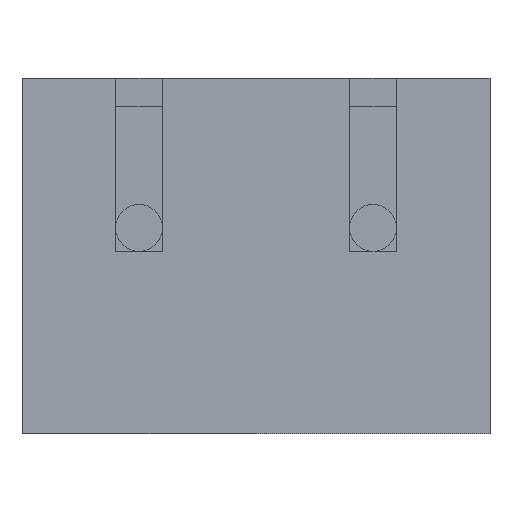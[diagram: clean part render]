
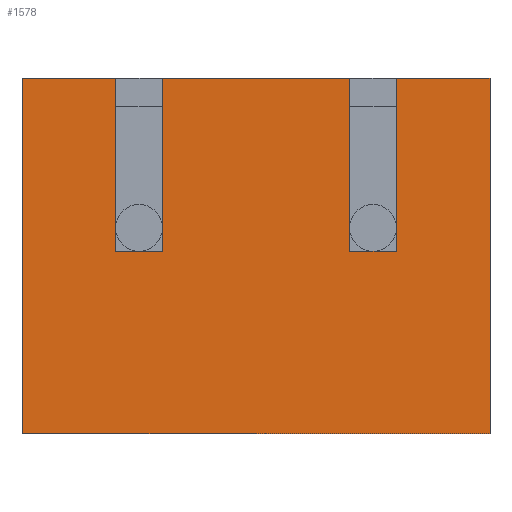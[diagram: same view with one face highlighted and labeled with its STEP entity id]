
A CAD part, front view. The second image highlights one B-rep face of the part: STEP entity #1578.
In plain terms, the highlighted planar face has unit normal (0, -1, 0).
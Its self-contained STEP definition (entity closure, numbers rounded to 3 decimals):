
#17 = ORIENTED_EDGE ( 'NONE', *, *, #1731, .T. ) ;
#28 = CARTESIAN_POINT ( 'NONE',  ( 5., 0., 0. ) ) ;
#39 = EDGE_CURVE ( 'NONE', #660, #1874, #525, .T. ) ;
#48 = VECTOR ( 'NONE', #178, 1000. ) ;
#102 = CARTESIAN_POINT ( 'NONE',  ( 7., 0., -3.7 ) ) ;
#103 = FACE_OUTER_BOUND ( 'NONE', #1225, .T. ) ;
#178 = DIRECTION ( 'NONE',  ( 1., 0., 0. ) ) ;
#180 = EDGE_CURVE ( 'NONE', #802, #1844, #1285, .T. ) ;
#182 = CARTESIAN_POINT ( 'NONE',  ( 5., 0., -7.6 ) ) ;
#282 = EDGE_CURVE ( 'NONE', #1521, #1469, #333, .T. ) ;
#283 = CARTESIAN_POINT ( 'NONE',  ( 8., 0., 0. ) ) ;
#318 = VECTOR ( 'NONE', #1387, 1000. ) ;
#333 = LINE ( 'NONE', #1732, #1442 ) ;
#338 = VECTOR ( 'NONE', #1761, 1000. ) ;
#347 = LINE ( 'NONE', #1037, #48 ) ;
#404 = CARTESIAN_POINT ( 'NONE',  ( 8., 0., -3.7 ) ) ;
#441 = CARTESIAN_POINT ( 'NONE',  ( 8., 0., -3.7 ) ) ;
#466 = DIRECTION ( 'NONE',  ( 1., 0., 0. ) ) ;
#494 = ORIENTED_EDGE ( 'NONE', *, *, #1797, .T. ) ;
#504 = ORIENTED_EDGE ( 'NONE', *, *, #1784, .F. ) ;
#517 = LINE ( 'NONE', #182, #1418 ) ;
#523 = EDGE_CURVE ( 'NONE', #1117, #1956, #1247, .T. ) ;
#525 = LINE ( 'NONE', #655, #2108 ) ;
#532 = CARTESIAN_POINT ( 'NONE',  ( 0., 0., 0. ) ) ;
#554 = LINE ( 'NONE', #28, #338 ) ;
#558 = CARTESIAN_POINT ( 'NONE',  ( 2., 0., -3.7 ) ) ;
#643 = CARTESIAN_POINT ( 'NONE',  ( 5., 0., 0. ) ) ;
#646 = VECTOR ( 'NONE', #2198, 1000. ) ;
#655 = CARTESIAN_POINT ( 'NONE',  ( 3., 0., -3.7 ) ) ;
#660 = VERTEX_POINT ( 'NONE', #1837 ) ;
#681 = DIRECTION ( 'NONE',  ( 0., 0., -1. ) ) ;
#703 = EDGE_CURVE ( 'NONE', #1618, #2015, #2217, .T. ) ;
#715 = ORIENTED_EDGE ( 'NONE', *, *, #39, .F. ) ;
#754 = LINE ( 'NONE', #643, #646 ) ;
#780 = LINE ( 'NONE', #102, #1287 ) ;
#802 = VERTEX_POINT ( 'NONE', #441 ) ;
#833 = DIRECTION ( 'NONE',  ( 0., 1., 0. ) ) ;
#851 = LINE ( 'NONE', #1547, #318 ) ;
#878 = ORIENTED_EDGE ( 'NONE', *, *, #282, .T. ) ;
#894 = CARTESIAN_POINT ( 'NONE',  ( 7., 0., 0. ) ) ;
#906 = CARTESIAN_POINT ( 'NONE',  ( 10., 0., -7.6 ) ) ;
#926 = ORIENTED_EDGE ( 'NONE', *, *, #180, .F. ) ;
#931 = ORIENTED_EDGE ( 'NONE', *, *, #523, .T. ) ;
#974 = DIRECTION ( 'NONE',  ( 0., 0., 1. ) ) ;
#976 = ORIENTED_EDGE ( 'NONE', *, *, #703, .F. ) ;
#1010 = LINE ( 'NONE', #1532, #1360 ) ;
#1016 = VERTEX_POINT ( 'NONE', #2062 ) ;
#1019 = DIRECTION ( 'NONE',  ( 0., 0., 1. ) ) ;
#1037 = CARTESIAN_POINT ( 'NONE',  ( 2., 0., -3.7 ) ) ;
#1117 = VERTEX_POINT ( 'NONE', #1881 ) ;
#1145 = EDGE_CURVE ( 'NONE', #1016, #802, #1010, .T. ) ;
#1190 = AXIS2_PLACEMENT_3D ( 'NONE', #1887, #833, #1019 ) ;
#1225 = EDGE_LOOP ( 'NONE', ( #1263, #1359, #494, #715, #1863, #931, #1988, #878, #504, #976, #17, #926 ) ) ;
#1246 = EDGE_CURVE ( 'NONE', #1956, #1521, #554, .T. ) ;
#1247 = LINE ( 'NONE', #558, #1968 ) ;
#1263 = ORIENTED_EDGE ( 'NONE', *, *, #1145, .F. ) ;
#1285 = LINE ( 'NONE', #404, #1897 ) ;
#1287 = VECTOR ( 'NONE', #974, 1000. ) ;
#1316 = EDGE_CURVE ( 'NONE', #1016, #2011, #780, .T. ) ;
#1359 = ORIENTED_EDGE ( 'NONE', *, *, #1316, .T. ) ;
#1360 = VECTOR ( 'NONE', #466, 1000. ) ;
#1387 = DIRECTION ( 'NONE',  ( -1., 0., 0. ) ) ;
#1388 = CARTESIAN_POINT ( 'NONE',  ( 0., 0., -7.6 ) ) ;
#1418 = VECTOR ( 'NONE', #2071, 1000. ) ;
#1434 = CARTESIAN_POINT ( 'NONE',  ( 3., 0., 0. ) ) ;
#1442 = VECTOR ( 'NONE', #1546, 1000. ) ;
#1469 = VERTEX_POINT ( 'NONE', #1388 ) ;
#1521 = VERTEX_POINT ( 'NONE', #532 ) ;
#1532 = CARTESIAN_POINT ( 'NONE',  ( 7., 0., -3.7 ) ) ;
#1542 = CARTESIAN_POINT ( 'NONE',  ( 2., 0., 0. ) ) ;
#1546 = DIRECTION ( 'NONE',  ( 0., 0., -1. ) ) ;
#1547 = CARTESIAN_POINT ( 'NONE',  ( 5., 0., 0. ) ) ;
#1578 = ADVANCED_FACE ( 'NONE', ( #103 ), #2004, .F. ) ;
#1618 = VERTEX_POINT ( 'NONE', #1813 ) ;
#1731 = EDGE_CURVE ( 'NONE', #1618, #1844, #851, .T. ) ;
#1732 = CARTESIAN_POINT ( 'NONE',  ( 0., 0., -7.6 ) ) ;
#1761 = DIRECTION ( 'NONE',  ( -1., 0., 0. ) ) ;
#1784 = EDGE_CURVE ( 'NONE', #2015, #1469, #517, .T. ) ;
#1789 = DIRECTION ( 'NONE',  ( 0., 0., 1. ) ) ;
#1797 = EDGE_CURVE ( 'NONE', #2011, #1874, #754, .T. ) ;
#1813 = CARTESIAN_POINT ( 'NONE',  ( 10., 0., 0. ) ) ;
#1837 = CARTESIAN_POINT ( 'NONE',  ( 3., 0., -3.7 ) ) ;
#1844 = VERTEX_POINT ( 'NONE', #283 ) ;
#1863 = ORIENTED_EDGE ( 'NONE', *, *, #2171, .F. ) ;
#1874 = VERTEX_POINT ( 'NONE', #1434 ) ;
#1881 = CARTESIAN_POINT ( 'NONE',  ( 2., 0., -3.7 ) ) ;
#1883 = CARTESIAN_POINT ( 'NONE',  ( 10., 0., -7.6 ) ) ;
#1887 = CARTESIAN_POINT ( 'NONE',  ( 5., 0., -7.6 ) ) ;
#1897 = VECTOR ( 'NONE', #1789, 1000. ) ;
#1956 = VERTEX_POINT ( 'NONE', #1542 ) ;
#1968 = VECTOR ( 'NONE', #2114, 1000. ) ;
#1988 = ORIENTED_EDGE ( 'NONE', *, *, #1246, .T. ) ;
#2004 = PLANE ( 'NONE',  #1190 ) ;
#2011 = VERTEX_POINT ( 'NONE', #894 ) ;
#2015 = VERTEX_POINT ( 'NONE', #906 ) ;
#2062 = CARTESIAN_POINT ( 'NONE',  ( 7., 0., -3.7 ) ) ;
#2071 = DIRECTION ( 'NONE',  ( -1., 0., 0. ) ) ;
#2108 = VECTOR ( 'NONE', #2204, 1000. ) ;
#2114 = DIRECTION ( 'NONE',  ( 0., 0., 1. ) ) ;
#2145 = VECTOR ( 'NONE', #681, 1000. ) ;
#2171 = EDGE_CURVE ( 'NONE', #1117, #660, #347, .T. ) ;
#2198 = DIRECTION ( 'NONE',  ( -1., 0., 0. ) ) ;
#2204 = DIRECTION ( 'NONE',  ( 0., 0., 1. ) ) ;
#2217 = LINE ( 'NONE', #1883, #2145 ) ;
